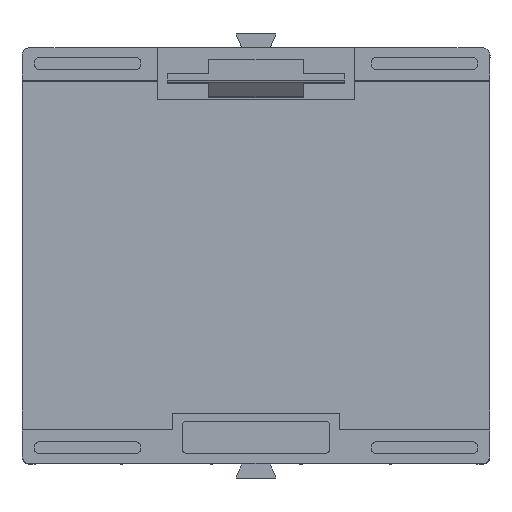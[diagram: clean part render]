
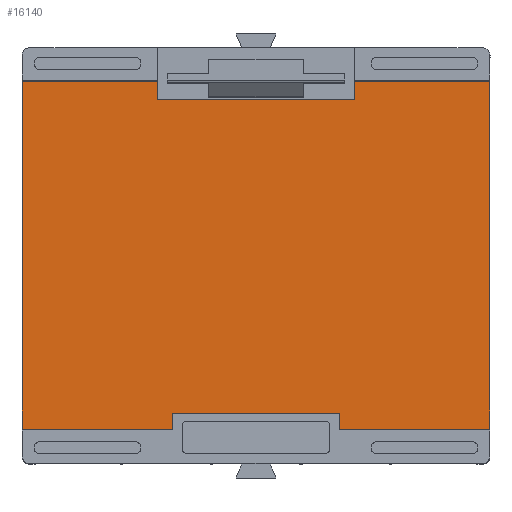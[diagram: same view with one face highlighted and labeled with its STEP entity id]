
A CAD part, top view. The second image highlights one B-rep face of the part: STEP entity #16140.
In plain terms, the highlighted planar face has unit normal (0, 0, 1).
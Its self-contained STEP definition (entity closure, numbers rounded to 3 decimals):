
#16020=CARTESIAN_POINT('',(8.72,-17.5,44.7));
#16021=VERTEX_POINT('',#16020);
#16028=CARTESIAN_POINT('',(-8.28,-17.5,44.7));
#16029=VERTEX_POINT('',#16028);
#16030=CARTESIAN_POINT('',(8.72,-17.5,44.7));
#16031=DIRECTION('',(-1.0,0.0,0.0));
#16032=VECTOR('',#16031,17.0);
#16033=LINE('',#16030,#16032);
#16034=EDGE_CURVE('',#16021,#16029,#16033,.T.);
#16046=CARTESIAN_POINT('',(30.22,17.5,44.7));
#16047=DIRECTION('',(0.0,0.0,-1.0));
#16048=DIRECTION('',(-1.0,0.0,0.0));
#16049=AXIS2_PLACEMENT_3D('',#16046,#16047,#16048);
#16050=PLANE('',#16049);
#16051=CARTESIAN_POINT('',(-23.53,-17.7,44.7));
#16052=VERTEX_POINT('',#16051);
#16053=CARTESIAN_POINT('',(-23.53,17.7,44.7));
#16054=VERTEX_POINT('',#16053);
#16055=CARTESIAN_POINT('',(-23.53,-17.7,44.7));
#16056=DIRECTION('',(0.0,1.0,0.0));
#16057=VECTOR('',#16056,35.4);
#16058=LINE('',#16055,#16057);
#16059=EDGE_CURVE('',#16052,#16054,#16058,.T.);
#16060=ORIENTED_EDGE('',*,*,#16059,.F.);
#16061=CARTESIAN_POINT('',(-8.28,-17.7,44.7));
#16062=VERTEX_POINT('',#16061);
#16063=CARTESIAN_POINT('',(-8.28,-17.7,44.7));
#16064=DIRECTION('',(-1.0,0.0,0.0));
#16065=VECTOR('',#16064,15.25);
#16066=LINE('',#16063,#16065);
#16067=EDGE_CURVE('',#16062,#16052,#16066,.T.);
#16068=ORIENTED_EDGE('',*,*,#16067,.F.);
#16069=CARTESIAN_POINT('',(-8.28,-17.5,44.7));
#16070=DIRECTION('',(0.0,-1.0,0.0));
#16071=VECTOR('',#16070,0.2);
#16072=LINE('',#16069,#16071);
#16073=EDGE_CURVE('',#16029,#16062,#16072,.T.);
#16074=ORIENTED_EDGE('',*,*,#16073,.F.);
#16075=ORIENTED_EDGE('',*,*,#16034,.F.);
#16076=CARTESIAN_POINT('',(8.72,-17.7,44.7));
#16077=VERTEX_POINT('',#16076);
#16078=CARTESIAN_POINT('',(8.72,-17.7,44.7));
#16079=DIRECTION('',(0.0,1.0,0.0));
#16080=VECTOR('',#16079,0.2);
#16081=LINE('',#16078,#16080);
#16082=EDGE_CURVE('',#16077,#16021,#16081,.T.);
#16083=ORIENTED_EDGE('',*,*,#16082,.F.);
#16084=CARTESIAN_POINT('',(23.97,-17.7,44.7));
#16085=VERTEX_POINT('',#16084);
#16086=CARTESIAN_POINT('',(23.97,-17.7,44.7));
#16087=DIRECTION('',(-1.0,0.0,0.0));
#16088=VECTOR('',#16087,15.25);
#16089=LINE('',#16086,#16088);
#16090=EDGE_CURVE('',#16085,#16077,#16089,.T.);
#16091=ORIENTED_EDGE('',*,*,#16090,.F.);
#16092=CARTESIAN_POINT('',(23.97,17.7,44.7));
#16093=VERTEX_POINT('',#16092);
#16094=CARTESIAN_POINT('',(23.97,17.7,44.7));
#16095=DIRECTION('',(0.0,-1.0,0.0));
#16096=VECTOR('',#16095,35.4);
#16097=LINE('',#16094,#16096);
#16098=EDGE_CURVE('',#16093,#16085,#16097,.T.);
#16099=ORIENTED_EDGE('',*,*,#16098,.F.);
#16100=CARTESIAN_POINT('',(10.22,17.7,44.7));
#16101=VERTEX_POINT('',#16100);
#16102=CARTESIAN_POINT('',(10.22,17.7,44.7));
#16103=DIRECTION('',(1.0,0.0,0.0));
#16104=VECTOR('',#16103,13.75);
#16105=LINE('',#16102,#16104);
#16106=EDGE_CURVE('',#16101,#16093,#16105,.T.);
#16107=ORIENTED_EDGE('',*,*,#16106,.F.);
#16108=CARTESIAN_POINT('',(10.22,15.8,44.7));
#16109=VERTEX_POINT('',#16108);
#16110=CARTESIAN_POINT('',(10.22,15.8,44.7));
#16111=DIRECTION('',(0.0,1.0,0.0));
#16112=VECTOR('',#16111,1.9);
#16113=LINE('',#16110,#16112);
#16114=EDGE_CURVE('',#16109,#16101,#16113,.T.);
#16115=ORIENTED_EDGE('',*,*,#16114,.F.);
#16116=CARTESIAN_POINT('',(-9.78,15.8,44.7));
#16117=VERTEX_POINT('',#16116);
#16118=CARTESIAN_POINT('',(-9.78,15.8,44.7));
#16119=DIRECTION('',(1.0,0.0,0.0));
#16120=VECTOR('',#16119,20.0);
#16121=LINE('',#16118,#16120);
#16122=EDGE_CURVE('',#16117,#16109,#16121,.T.);
#16123=ORIENTED_EDGE('',*,*,#16122,.F.);
#16124=CARTESIAN_POINT('',(-9.78,17.7,44.7));
#16125=VERTEX_POINT('',#16124);
#16126=CARTESIAN_POINT('',(-9.78,17.7,44.7));
#16127=DIRECTION('',(0.0,-1.0,0.0));
#16128=VECTOR('',#16127,1.9);
#16129=LINE('',#16126,#16128);
#16130=EDGE_CURVE('',#16125,#16117,#16129,.T.);
#16131=ORIENTED_EDGE('',*,*,#16130,.F.);
#16132=CARTESIAN_POINT('',(-23.53,17.7,44.7));
#16133=DIRECTION('',(1.0,0.0,0.0));
#16134=VECTOR('',#16133,13.75);
#16135=LINE('',#16132,#16134);
#16136=EDGE_CURVE('',#16054,#16125,#16135,.T.);
#16137=ORIENTED_EDGE('',*,*,#16136,.F.);
#16138=EDGE_LOOP('',(#16060,#16068,#16074,#16075,#16083,#16091,#16099,#16107,#16115,#16123,#16131,#16137));
#16139=FACE_OUTER_BOUND('',#16138,.T.);
#16140=ADVANCED_FACE('',(#16139),#16050,.F.);
